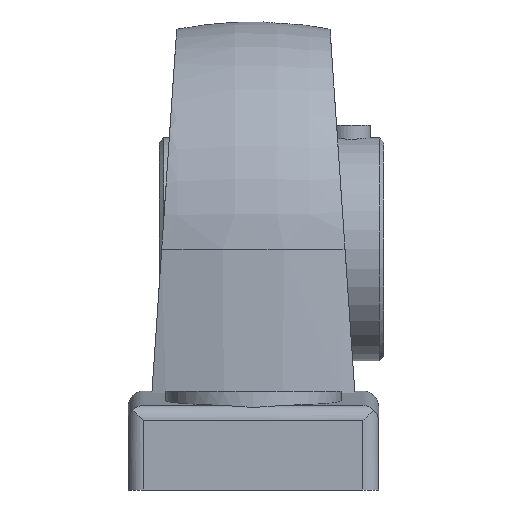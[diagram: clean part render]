
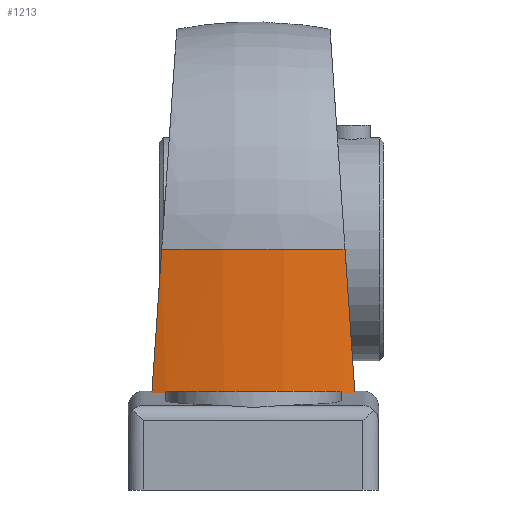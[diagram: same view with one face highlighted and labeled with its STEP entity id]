
A CAD part, front view. The second image highlights one B-rep face of the part: STEP entity #1213.
In plain terms, the highlighted cylindrical face has radius 60.579 mm (diameter 121.158 mm), a partial arc.
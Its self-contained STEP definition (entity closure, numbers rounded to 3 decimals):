
#33 = CARTESIAN_POINT ( 'NONE',  ( -13.3, -33.022, -21.5 ) ) ;
#47 = CARTESIAN_POINT ( 'NONE',  ( 15.389, -32.513, -21.789 ) ) ;
#110 =( BOUNDED_CURVE ( )  B_SPLINE_CURVE ( 3, ( #2810, #4281, #188, #3520 ),
 .UNSPECIFIED., .F., .F. ) 
 B_SPLINE_CURVE_WITH_KNOTS ( ( 4, 4 ),
 ( 0.221, 0.257 ),
 .UNSPECIFIED. ) 
 CURVE ( )  GEOMETRIC_REPRESENTATION_ITEM ( )  RATIONAL_B_SPLINE_CURVE ( ( 1., 1., 1., 1. ) ) 
 REPRESENTATION_ITEM ( '' )  );
#136 = CARTESIAN_POINT ( 'NONE',  ( 13.902, -32.883, 0. ) ) ;
#159 = CARTESIAN_POINT ( 'NONE',  ( 13.3, -33.022, -21.816 ) ) ;
#188 = CARTESIAN_POINT ( 'NONE',  ( -14.696, -32.695, -21.798 ) ) ;
#191 = ORIENTED_EDGE ( 'NONE', *, *, #10557, .T. ) ;
#569 = CARTESIAN_POINT ( 'NONE',  ( 15.389, -32.513, -21.789 ) ) ;
#646 = EDGE_CURVE ( 'NONE', #5449, #6028, #1828, .T. ) ;
#774 = ORIENTED_EDGE ( 'NONE', *, *, #646, .T. ) ;
#845 = CIRCLE ( 'NONE', #2219, 60.579 ) ;
#1101 = ORIENTED_EDGE ( 'NONE', *, *, #10239, .T. ) ;
#1127 = CARTESIAN_POINT ( 'NONE',  ( 15.389, -32.513, -21.789 ) ) ;
#1213 = ADVANCED_FACE ( 'NONE', ( #9151 ), #3209, .T. ) ;
#1236 =( BOUNDED_CURVE ( )  B_SPLINE_CURVE ( 3, ( #1127, #10289, #5916, #136 ),
 .UNSPECIFIED., .F., .T. ) 
 B_SPLINE_CURVE_WITH_KNOTS ( ( 4, 4 ),
 ( 4.456, 4.481 ),
 .UNSPECIFIED. ) 
 CURVE ( )  GEOMETRIC_REPRESENTATION_ITEM ( )  RATIONAL_B_SPLINE_CURVE ( ( 1., 1., 1., 1. ) ) 
 REPRESENTATION_ITEM ( '' )  );
#1597 = ORIENTED_EDGE ( 'NONE', *, *, #7227, .T. ) ;
#1828 = LINE ( 'NONE', #8309, #9553 ) ;
#2211 = CARTESIAN_POINT ( 'NONE',  ( -14.399, -32.766, -7.286 ) ) ;
#2219 = AXIS2_PLACEMENT_3D ( 'NONE', #7675, #2728, #8666 ) ;
#2728 = DIRECTION ( 'NONE',  ( 0., 0., -1. ) ) ;
#2729 = CARTESIAN_POINT ( 'NONE',  ( 14.696, -32.695, -21.798 ) ) ;
#2786 = VERTEX_POINT ( 'NONE', #33 ) ;
#2810 = CARTESIAN_POINT ( 'NONE',  ( -13.3, -33.022, -21.816 ) ) ;
#2835 = CARTESIAN_POINT ( 'NONE',  ( 13.999, -32.865, -21.807 ) ) ;
#2901 = ORIENTED_EDGE ( 'NONE', *, *, #4238, .F. ) ;
#2914 =( BOUNDED_CURVE ( )  B_SPLINE_CURVE ( 3, ( #47, #2729, #2835, #159 ),
 .UNSPECIFIED., .F., .F. ) 
 B_SPLINE_CURVE_WITH_KNOTS ( ( 4, 4 ),
 ( 6.026, 6.062 ),
 .UNSPECIFIED. ) 
 CURVE ( )  GEOMETRIC_REPRESENTATION_ITEM ( )  RATIONAL_B_SPLINE_CURVE ( ( 1., 1., 1., 1. ) ) 
 REPRESENTATION_ITEM ( '' )  );
#3209 = CYLINDRICAL_SURFACE ( 'NONE', #4691, 60.579 ) ;
#3520 = CARTESIAN_POINT ( 'NONE',  ( -15.389, -32.513, -21.789 ) ) ;
#3602 = CARTESIAN_POINT ( 'NONE',  ( 0., 26.079, -21.5 ) ) ;
#3728 =( BOUNDED_CURVE ( )  B_SPLINE_CURVE ( 3, ( #8748, #2211, #8854, #4714 ),
 .UNSPECIFIED., .F., .F. ) 
 B_SPLINE_CURVE_WITH_KNOTS ( ( 4, 4 ),
 ( 4.944, 4.969 ),
 .UNSPECIFIED. ) 
 CURVE ( )  GEOMETRIC_REPRESENTATION_ITEM ( )  RATIONAL_B_SPLINE_CURVE ( ( 1., 1., 1., 1. ) ) 
 REPRESENTATION_ITEM ( '' )  );
#4020 = CARTESIAN_POINT ( 'NONE',  ( 0., 26.079, -22.5 ) ) ;
#4074 = DIRECTION ( 'NONE',  ( -1., 0., 0. ) ) ;
#4238 = EDGE_CURVE ( 'NONE', #5028, #9956, #110, .T. ) ;
#4281 = CARTESIAN_POINT ( 'NONE',  ( -13.999, -32.865, -21.807 ) ) ;
#4286 = EDGE_CURVE ( 'NONE', #6169, #6981, #1236, .T. ) ;
#4672 = EDGE_LOOP ( 'NONE', ( #1101, #9027, #774, #5674, #10042, #191, #1597, #2901 ) ) ;
#4691 = AXIS2_PLACEMENT_3D ( 'NONE', #4020, #8338, #4074 ) ;
#4714 = CARTESIAN_POINT ( 'NONE',  ( -15.389, -32.513, -21.789 ) ) ;
#4729 = EDGE_CURVE ( 'NONE', #2786, #5449, #8408, .T. ) ;
#4798 = CARTESIAN_POINT ( 'NONE',  ( -13.3, -33.022, -21.816 ) ) ;
#5028 = VERTEX_POINT ( 'NONE', #4798 ) ;
#5391 = CARTESIAN_POINT ( 'NONE',  ( 13.3, -33.022, -21.5 ) ) ;
#5449 = VERTEX_POINT ( 'NONE', #5391 ) ;
#5666 = DIRECTION ( 'NONE',  ( 0., 0., 1. ) ) ;
#5674 = ORIENTED_EDGE ( 'NONE', *, *, #7436, .F. ) ;
#5899 = DIRECTION ( 'NONE',  ( -1., 0., 0. ) ) ;
#5916 = CARTESIAN_POINT ( 'NONE',  ( 14.399, -32.766, -7.286 ) ) ;
#6028 = VERTEX_POINT ( 'NONE', #10171 ) ;
#6169 = VERTEX_POINT ( 'NONE', #569 ) ;
#6480 = AXIS2_PLACEMENT_3D ( 'NONE', #3602, #6708, #5899 ) ;
#6708 = DIRECTION ( 'NONE',  ( 0., 0., 1. ) ) ;
#6722 = VECTOR ( 'NONE', #5666, 1000. ) ;
#6981 = VERTEX_POINT ( 'NONE', #9031 ) ;
#7227 = EDGE_CURVE ( 'NONE', #8718, #9956, #3728, .T. ) ;
#7302 = CARTESIAN_POINT ( 'NONE',  ( -13.3, -33.022, -21.697 ) ) ;
#7436 = EDGE_CURVE ( 'NONE', #6169, #6028, #2914, .T. ) ;
#7537 = DIRECTION ( 'NONE',  ( 0., 0., -1. ) ) ;
#7675 = CARTESIAN_POINT ( 'NONE',  ( 0., 26.079, 0. ) ) ;
#7964 = LINE ( 'NONE', #7302, #6722 ) ;
#8309 = CARTESIAN_POINT ( 'NONE',  ( 13.3, -33.022, -21.697 ) ) ;
#8338 = DIRECTION ( 'NONE',  ( 0., 0., 1. ) ) ;
#8408 = CIRCLE ( 'NONE', #6480, 60.579 ) ;
#8666 = DIRECTION ( 'NONE',  ( -1., 0., 0. ) ) ;
#8718 = VERTEX_POINT ( 'NONE', #8884 ) ;
#8748 = CARTESIAN_POINT ( 'NONE',  ( -13.902, -32.883, 0. ) ) ;
#8854 = CARTESIAN_POINT ( 'NONE',  ( -14.895, -32.643, -14.549 ) ) ;
#8884 = CARTESIAN_POINT ( 'NONE',  ( -13.902, -32.883, 0. ) ) ;
#9027 = ORIENTED_EDGE ( 'NONE', *, *, #4729, .T. ) ;
#9031 = CARTESIAN_POINT ( 'NONE',  ( 13.902, -32.883, 0. ) ) ;
#9151 = FACE_OUTER_BOUND ( 'NONE', #4672, .T. ) ;
#9553 = VECTOR ( 'NONE', #7537, 1000. ) ;
#9956 = VERTEX_POINT ( 'NONE', #9969 ) ;
#9969 = CARTESIAN_POINT ( 'NONE',  ( -15.389, -32.513, -21.789 ) ) ;
#10042 = ORIENTED_EDGE ( 'NONE', *, *, #4286, .T. ) ;
#10171 = CARTESIAN_POINT ( 'NONE',  ( 13.3, -33.022, -21.816 ) ) ;
#10239 = EDGE_CURVE ( 'NONE', #5028, #2786, #7964, .T. ) ;
#10289 = CARTESIAN_POINT ( 'NONE',  ( 14.895, -32.643, -14.549 ) ) ;
#10557 = EDGE_CURVE ( 'NONE', #6981, #8718, #845, .T. ) ;
